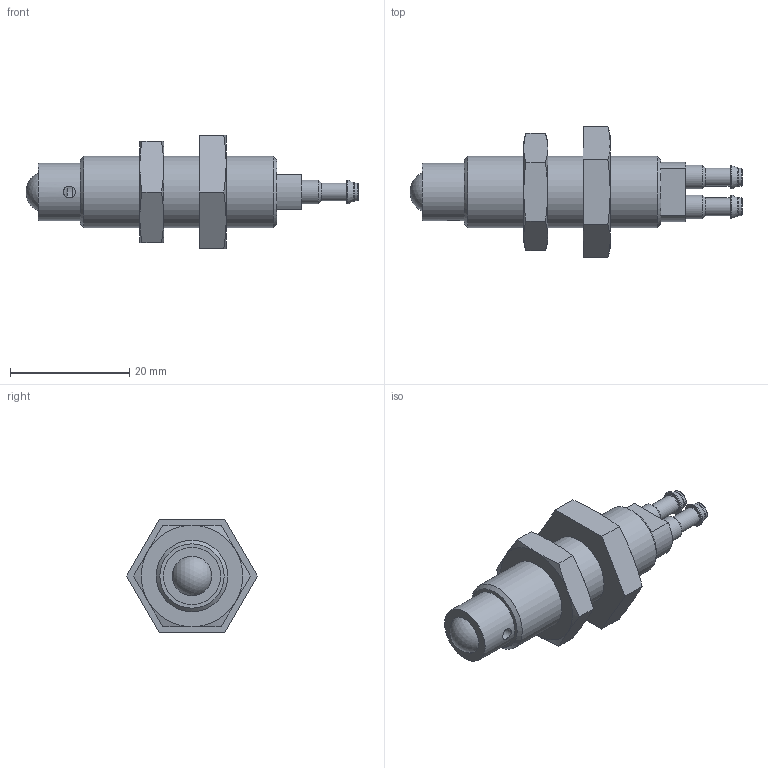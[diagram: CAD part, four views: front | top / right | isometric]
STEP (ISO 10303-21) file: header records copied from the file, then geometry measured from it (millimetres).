
FILE_DESCRIPTION(/* description */ ('STEP AP214'),/* implementation_level */ '2;1');
FILE_NAME(/* name */ '12146_SVK-3-PK-3',/* time_stamp */ '2024-09-15T14:45:56+02:00',/* author */ ('License CC BY-ND 4.0'),/* organization */ ('CADENAS'),/* preprocessor_version */ 'ST-DEVELOPER v19.3',/* originating_system */ 'PARTsolutions',/* authorisation */ ' ');
FILE_SCHEMA (('AUTOMOTIVE_DESIGN {1 0 10303 214 3 1 1}'));
Length unit declared in the file: millimetre
Products named in the file (1): 12146 SVK-3-PK-3---(0)
Bounding box: 55.68 x 21.94 x 19 mm (x, y, z)
Volume: 5954 mm3; surface area: 3231.1 mm2
Topology: 1 solids, 1 shells, 87 faces, 179 edges, 107 vertices
Faces by surface type: plane 30, cone 28, cylinder 19, torus 8, sphere 2
Full cylindrical faces by diameter (mm): 2 x1, 2.5 x2, 2.99 x2, 3 x2, 3.985 x4, 6.6 x1, 7.1 x1, 9.6 x1, 12 x3
Entity records: 2101 total; most frequent: CARTESIAN_POINT 448, DIRECTION 343, ORIENTED_EDGE 272, AXIS2_PLACEMENT_3D 157, EDGE_CURVE 136, EDGE_LOOP 136, FACE_BOUND 136, VERTEX_POINT 100
